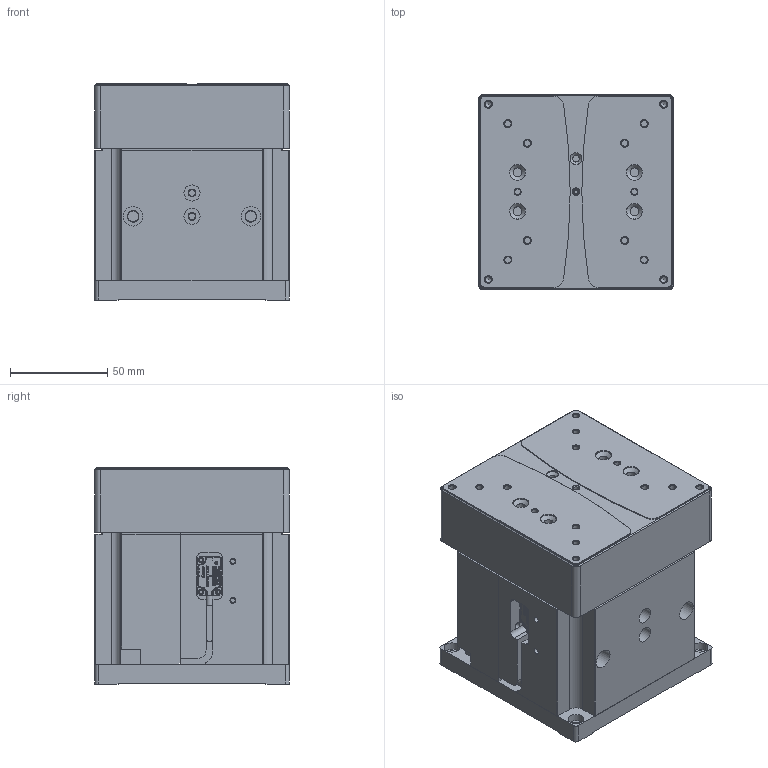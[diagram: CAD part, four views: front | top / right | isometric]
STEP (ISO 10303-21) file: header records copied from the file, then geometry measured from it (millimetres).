
FILE_DESCRIPTION (( 'STEP AP203' ), '1' );
FILE_NAME ('526950.STEP', '2025-01-16T08:45:12', ( 'Windows User' ), ( 'P R C' ), 'SwSTEP 2.0', 'SolidWorks 2020', '' );
FILE_SCHEMA (( 'CONFIG_CONTROL_DESIGN' ));
Length unit declared in the file: millimetre
Products named in the file (1): 526950
Bounding box: 100 x 100 x 111 mm (x, y, z)
Surface area: 173637.4 mm2 (no closed solid volume)
Topology: 0 solids, 6 shells, 1181 faces, 3253 edges, 2180 vertices
Faces by surface type: plane 683, cylinder 290, bspline 107, cone 101
Full cylindrical faces by diameter (mm): 0.505 x1, 1.6 x3, 2 x1, 2.5 x12, 2.55 x3, 3 x14, 3.3 x23, 3.4 x1, 3.5 x1, 4.5 x22, 5.5 x4, 6.1 x7, 6.2 x4, 6.5 x6, 6.7 x1, 7.5 x1, 8 x13, 8.2 x4, 8.25 x10, 8.254 x2, 8.949 x1, 9.1 x1, 10 x4
Entity records: 41989 total; most frequent: CARTESIAN_POINT 14364, ORIENTED_EDGE 5857, DIRECTION 4757, EDGE_CURVE 2972, VERTEX_POINT 2127, EDGE_LOOP 1662, AXIS2_PLACEMENT_3D 1586, VECTOR 1585
